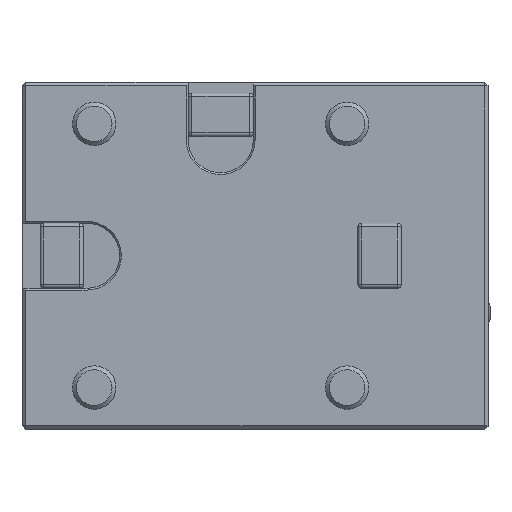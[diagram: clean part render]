
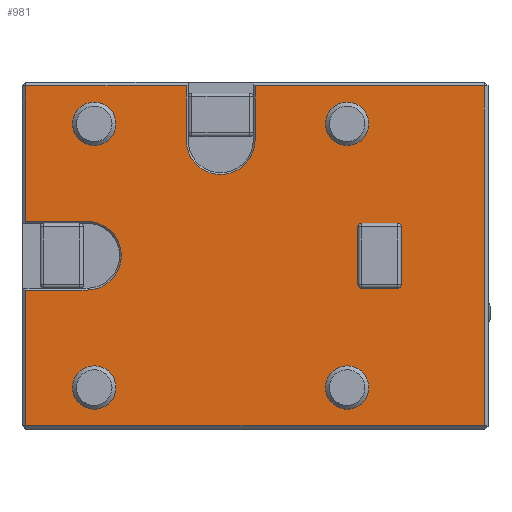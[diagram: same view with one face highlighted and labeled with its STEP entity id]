
A CAD part, top view. The second image highlights one B-rep face of the part: STEP entity #981.
In plain terms, the highlighted planar face has unit normal (0, 0, 1).
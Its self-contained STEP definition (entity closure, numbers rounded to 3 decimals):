
#333=LINE('',#5264,#631);
#334=LINE('',#5266,#632);
#336=LINE('',#5270,#634);
#339=LINE('',#5278,#637);
#341=LINE('',#5282,#639);
#342=LINE('',#5284,#640);
#344=LINE('',#5288,#642);
#347=LINE('',#5296,#645);
#349=LINE('',#5300,#647);
#350=LINE('',#5302,#648);
#351=LINE('',#5304,#649);
#355=LINE('',#5314,#653);
#358=LINE('',#5322,#656);
#361=LINE('',#5330,#659);
#631=VECTOR('',#4166,1.);
#632=VECTOR('',#4169,1.);
#634=VECTOR('',#4173,1.);
#637=VECTOR('',#4182,1.);
#639=VECTOR('',#4186,1.);
#640=VECTOR('',#4189,1.);
#642=VECTOR('',#4193,1.);
#645=VECTOR('',#4202,1.);
#647=VECTOR('',#4206,1.);
#648=VECTOR('',#4209,1.);
#649=VECTOR('',#4212,1.);
#653=VECTOR('',#4222,1.);
#656=VECTOR('',#4231,1.);
#659=VECTOR('',#4240,1.);
#778=FACE_BOUND('',#1470,.T.);
#779=FACE_BOUND('',#1471,.T.);
#780=FACE_BOUND('',#1472,.T.);
#781=FACE_BOUND('',#1473,.T.);
#782=FACE_BOUND('',#1474,.T.);
#783=FACE_BOUND('',#1475,.T.);
#981=ADVANCED_FACE('',(#778,#779,#780,#781,#782,#783),#1103,.T.);
#1103=PLANE('',#3381);
#1470=EDGE_LOOP('',(#2276));
#1471=EDGE_LOOP('',(#2277));
#1472=EDGE_LOOP('',(#2278));
#1473=EDGE_LOOP('',(#2279));
#1474=EDGE_LOOP('',(#2280,#2281,#2282,#2283,#2284,#2285,#2286,#2287));
#1475=EDGE_LOOP('',(#2288,#2289,#2290,#2291,#2292,#2293,#2294,#2295,#2296,
#2297,#2298,#2299));
#2276=ORIENTED_EDGE('',*,*,#2975,.T.);
#2277=ORIENTED_EDGE('',*,*,#2974,.T.);
#2278=ORIENTED_EDGE('',*,*,#2973,.T.);
#2279=ORIENTED_EDGE('',*,*,#2972,.T.);
#2280=ORIENTED_EDGE('',*,*,#2971,.T.);
#2281=ORIENTED_EDGE('',*,*,#2969,.T.);
#2282=ORIENTED_EDGE('',*,*,#2967,.T.);
#2283=ORIENTED_EDGE('',*,*,#2965,.T.);
#2284=ORIENTED_EDGE('',*,*,#2963,.T.);
#2285=ORIENTED_EDGE('',*,*,#2961,.T.);
#2286=ORIENTED_EDGE('',*,*,#2959,.T.);
#2287=ORIENTED_EDGE('',*,*,#2956,.T.);
#2288=ORIENTED_EDGE('',*,*,#2955,.T.);
#2289=ORIENTED_EDGE('',*,*,#2954,.T.);
#2290=ORIENTED_EDGE('',*,*,#2952,.T.);
#2291=ORIENTED_EDGE('',*,*,#2951,.T.);
#2292=ORIENTED_EDGE('',*,*,#2948,.T.);
#2293=ORIENTED_EDGE('',*,*,#2946,.T.);
#2294=ORIENTED_EDGE('',*,*,#2945,.T.);
#2295=ORIENTED_EDGE('',*,*,#2943,.T.);
#2296=ORIENTED_EDGE('',*,*,#2942,.T.);
#2297=ORIENTED_EDGE('',*,*,#2939,.T.);
#2298=ORIENTED_EDGE('',*,*,#2937,.T.);
#2299=ORIENTED_EDGE('',*,*,#2936,.T.);
#2517=VERTEX_POINT('',#5152);
#2524=VERTEX_POINT('',#5183);
#2531=VERTEX_POINT('',#5216);
#2532=VERTEX_POINT('',#5220);
#2544=VERTEX_POINT('',#5267);
#2545=VERTEX_POINT('',#5271);
#2546=VERTEX_POINT('',#5275);
#2547=VERTEX_POINT('',#5279);
#2548=VERTEX_POINT('',#5285);
#2549=VERTEX_POINT('',#5289);
#2550=VERTEX_POINT('',#5293);
#2551=VERTEX_POINT('',#5297);
#2552=VERTEX_POINT('',#5305);
#2553=VERTEX_POINT('',#5306);
#2554=VERTEX_POINT('',#5311);
#2555=VERTEX_POINT('',#5315);
#2556=VERTEX_POINT('',#5319);
#2557=VERTEX_POINT('',#5323);
#2558=VERTEX_POINT('',#5327);
#2559=VERTEX_POINT('',#5331);
#2560=VERTEX_POINT('',#5337);
#2561=VERTEX_POINT('',#5340);
#2562=VERTEX_POINT('',#5343);
#2563=VERTEX_POINT('',#5346);
#2936=EDGE_CURVE('',#2517,#2531,#333,.T.);
#2937=EDGE_CURVE('',#2544,#2517,#334,.T.);
#2939=EDGE_CURVE('',#2545,#2544,#336,.T.);
#2942=EDGE_CURVE('',#2546,#2545,#3052,.T.);
#2943=EDGE_CURVE('',#2547,#2546,#339,.T.);
#2945=EDGE_CURVE('',#2524,#2547,#341,.T.);
#2946=EDGE_CURVE('',#2548,#2524,#342,.T.);
#2948=EDGE_CURVE('',#2549,#2548,#344,.T.);
#2951=EDGE_CURVE('',#2550,#2549,#3053,.T.);
#2952=EDGE_CURVE('',#2551,#2550,#347,.T.);
#2954=EDGE_CURVE('',#2532,#2551,#349,.T.);
#2955=EDGE_CURVE('',#2531,#2532,#350,.T.);
#2956=EDGE_CURVE('',#2552,#2553,#351,.T.);
#2959=EDGE_CURVE('',#2554,#2552,#3054,.T.);
#2961=EDGE_CURVE('',#2555,#2554,#355,.T.);
#2963=EDGE_CURVE('',#2556,#2555,#3055,.T.);
#2965=EDGE_CURVE('',#2557,#2556,#358,.T.);
#2967=EDGE_CURVE('',#2558,#2557,#3056,.T.);
#2969=EDGE_CURVE('',#2559,#2558,#361,.T.);
#2971=EDGE_CURVE('',#2553,#2559,#3057,.T.);
#2972=EDGE_CURVE('',#2560,#2560,#3058,.T.);
#2973=EDGE_CURVE('',#2561,#2561,#3059,.T.);
#2974=EDGE_CURVE('',#2562,#2562,#3060,.T.);
#2975=EDGE_CURVE('',#2563,#2563,#3061,.T.);
#3052=CIRCLE('',#3351,9.5);
#3053=CIRCLE('',#3357,9.5);
#3054=CIRCLE('',#3363,1.);
#3055=CIRCLE('',#3366,1.);
#3056=CIRCLE('',#3369,1.);
#3057=CIRCLE('',#3372,1.);
#3058=CIRCLE('',#3374,6.);
#3059=CIRCLE('',#3376,6.);
#3060=CIRCLE('',#3378,6.);
#3061=CIRCLE('',#3380,6.);
#3351=AXIS2_PLACEMENT_3D('',#5276,#4178,#4179);
#3357=AXIS2_PLACEMENT_3D('',#5294,#4198,#4199);
#3363=AXIS2_PLACEMENT_3D('',#5310,#4217,#4218);
#3366=AXIS2_PLACEMENT_3D('',#5318,#4226,#4227);
#3369=AXIS2_PLACEMENT_3D('',#5326,#4235,#4236);
#3372=AXIS2_PLACEMENT_3D('',#5334,#4244,#4245);
#3374=AXIS2_PLACEMENT_3D('',#5336,#4248,#4249);
#3376=AXIS2_PLACEMENT_3D('',#5339,#4252,#4253);
#3378=AXIS2_PLACEMENT_3D('',#5342,#4256,#4257);
#3380=AXIS2_PLACEMENT_3D('',#5345,#4260,#4261);
#3381=AXIS2_PLACEMENT_3D('',#5347,#4262,#4263);
#4166=DIRECTION('',(1.,0.,0.));
#4169=DIRECTION('',(0.,-1.,0.));
#4173=DIRECTION('',(-1.,0.,0.));
#4178=DIRECTION('',(0.,0.,-1.));
#4179=DIRECTION('',(1.,0.,0.));
#4182=DIRECTION('',(1.,0.,0.));
#4186=DIRECTION('',(0.,-1.,0.));
#4189=DIRECTION('',(-1.,0.,0.));
#4193=DIRECTION('',(0.,1.,0.));
#4198=DIRECTION('',(0.,0.,-1.));
#4199=DIRECTION('',(1.,0.,0.));
#4202=DIRECTION('',(0.,-1.,0.));
#4206=DIRECTION('',(-1.,0.,0.));
#4209=DIRECTION('',(0.,1.,0.));
#4212=DIRECTION('',(-1.,0.,0.));
#4217=DIRECTION('',(0.,0.,-1.));
#4218=DIRECTION('',(0.,-1.,0.));
#4222=DIRECTION('',(0.,-1.,0.));
#4226=DIRECTION('',(0.,0.,-1.));
#4227=DIRECTION('',(0.,-1.,0.));
#4231=DIRECTION('',(1.,0.,0.));
#4235=DIRECTION('',(0.,0.,-1.));
#4236=DIRECTION('',(0.,-1.,0.));
#4240=DIRECTION('',(0.,1.,0.));
#4244=DIRECTION('',(0.,0.,-1.));
#4245=DIRECTION('',(0.,-1.,0.));
#4248=DIRECTION('',(0.,0.,-1.));
#4249=DIRECTION('',(0.,-1.,0.));
#4252=DIRECTION('',(0.,0.,-1.));
#4253=DIRECTION('',(0.,-1.,0.));
#4256=DIRECTION('',(0.,0.,-1.));
#4257=DIRECTION('',(0.,-1.,0.));
#4260=DIRECTION('',(0.,0.,-1.));
#4261=DIRECTION('',(0.,-1.,0.));
#4262=DIRECTION('',(0.,0.,1.));
#4263=DIRECTION('',(-1.,0.,0.));
#5152=CARTESIAN_POINT('',(-54.,-47.,0.));
#5183=CARTESIAN_POINT('',(-54.,47.,0.));
#5216=CARTESIAN_POINT('',(73.,-47.,0.));
#5220=CARTESIAN_POINT('',(73.,47.,0.));
#5264=CARTESIAN_POINT('',(74.,-47.,0.));
#5266=CARTESIAN_POINT('',(-54.,-48.,0.));
#5267=CARTESIAN_POINT('',(-54.,-9.5,0.));
#5270=CARTESIAN_POINT('',(-55.,-9.5,0.));
#5271=CARTESIAN_POINT('',(-37.,-9.5,0.));
#5275=CARTESIAN_POINT('',(-37.,9.5,0.));
#5276=CARTESIAN_POINT('',(-37.,0.,0.));
#5278=CARTESIAN_POINT('',(-37.,9.5,0.));
#5279=CARTESIAN_POINT('',(-54.,9.5,0.));
#5282=CARTESIAN_POINT('',(-54.,-48.,0.));
#5284=CARTESIAN_POINT('',(-55.,47.,0.));
#5285=CARTESIAN_POINT('',(-9.5,47.,0.));
#5288=CARTESIAN_POINT('',(-9.5,48.,0.));
#5289=CARTESIAN_POINT('',(-9.5,32.,0.));
#5293=CARTESIAN_POINT('',(9.5,32.,0.));
#5294=CARTESIAN_POINT('',(0.,32.,0.));
#5296=CARTESIAN_POINT('',(9.5,32.,0.));
#5297=CARTESIAN_POINT('',(9.5,47.,0.));
#5300=CARTESIAN_POINT('',(-55.,47.,0.));
#5302=CARTESIAN_POINT('',(73.,-48.,0.));
#5304=CARTESIAN_POINT('',(38.,-9.,0.));
#5305=CARTESIAN_POINT('',(49.,-9.,0.));
#5306=CARTESIAN_POINT('',(39.,-9.,0.));
#5310=CARTESIAN_POINT('',(49.,-8.,0.));
#5311=CARTESIAN_POINT('',(50.,-8.,0.));
#5314=CARTESIAN_POINT('',(50.,-9.,0.));
#5315=CARTESIAN_POINT('',(50.,8.,0.));
#5318=CARTESIAN_POINT('',(49.,8.,0.));
#5319=CARTESIAN_POINT('',(49.,9.,0.));
#5322=CARTESIAN_POINT('',(50.,9.,0.));
#5323=CARTESIAN_POINT('',(39.,9.,0.));
#5326=CARTESIAN_POINT('',(39.,8.,0.));
#5327=CARTESIAN_POINT('',(38.,8.,0.));
#5330=CARTESIAN_POINT('',(38.,9.,0.));
#5331=CARTESIAN_POINT('',(38.,-8.,0.));
#5334=CARTESIAN_POINT('',(39.,-8.,0.));
#5336=CARTESIAN_POINT('',(-35.,36.5,0.));
#5337=CARTESIAN_POINT('',(-35.,30.5,0.));
#5339=CARTESIAN_POINT('',(-35.,-36.5,0.));
#5340=CARTESIAN_POINT('',(-35.,-42.5,0.));
#5342=CARTESIAN_POINT('',(35.,36.5,0.));
#5343=CARTESIAN_POINT('',(35.,30.5,0.));
#5345=CARTESIAN_POINT('',(35.,-36.5,0.));
#5346=CARTESIAN_POINT('',(35.,-42.5,0.));
#5347=CARTESIAN_POINT('',(43.,-19.767,0.));
